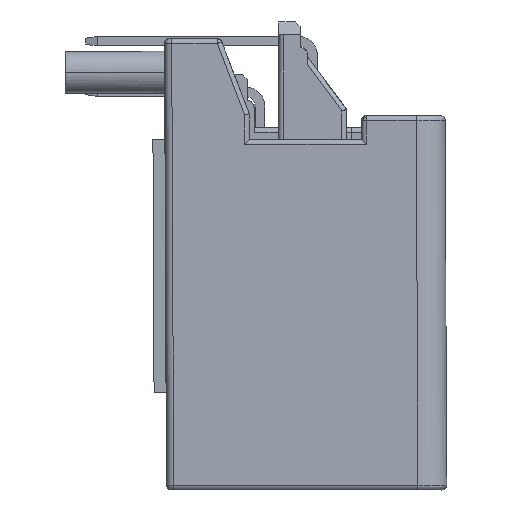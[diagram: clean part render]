
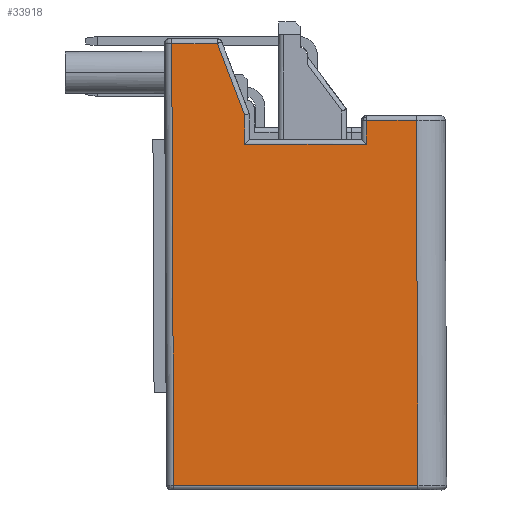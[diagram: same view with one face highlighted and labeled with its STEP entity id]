
A CAD part, left-side view. The second image highlights one B-rep face of the part: STEP entity #33918.
In plain terms, the highlighted planar face has unit normal (-1, 0, 0.004).
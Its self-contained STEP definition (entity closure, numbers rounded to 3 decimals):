
#7526=CARTESIAN_POINT('',(-32.329,3.584,3.101));
#7541=CARTESIAN_POINT('',(-32.324,3.589,4.338));
#7543=DIRECTION('',(0.,-1.,0.));
#7544=VECTOR('',#7543,5.075);
#7545=CARTESIAN_POINT('',(-32.329,3.584,3.101));
#7546=LINE('',#7545,#7544);
#7551=DIRECTION('',(0.004,0.004,1.));
#7552=VECTOR('',#7551,15.2);
#7553=CARTESIAN_POINT('',(-32.391,-3.637,
-11.099));
#7554=LINE('',#7553,#7552);
#7555=DIRECTION('',(-0.004,-0.004,-1.));
#7556=VECTOR('',#7555,18.4);
#7557=CARTESIAN_POINT('',(-32.311,6.62,7.301));
#7558=LINE('',#7557,#7556);
#7559=DIRECTION('',(0.004,0.357,0.934));
#7560=VECTOR('',#7559,3.172);
#7561=CARTESIAN_POINT('',(-32.324,3.589,4.338));
#7562=LINE('',#7561,#7560);
#7563=DIRECTION('',(0.004,0.004,1.));
#7564=VECTOR('',#7563,1.237);
#7565=CARTESIAN_POINT('',(-32.329,3.584,3.101));
#7566=LINE('',#7565,#7564);
#7567=DIRECTION('',(0.004,-0.004,1.));
#7568=VECTOR('',#7567,1.);
#7569=CARTESIAN_POINT('',(-32.329,-1.491,
3.101));
#7570=LINE('',#7569,#7568);
#7578=CARTESIAN_POINT('',(-32.329,-1.491,
3.101));
#7734=DIRECTION('',(0.,1.,0.));
#7735=VECTOR('',#7734,10.177);
#7736=CARTESIAN_POINT('',(-32.391,-3.637,
-11.099));
#7737=LINE('',#7736,#7735);
#9582=DIRECTION('',(0.,-1.,0.));
#9583=VECTOR('',#9582,1.898);
#9584=CARTESIAN_POINT('',(-32.311,6.62,7.301));
#9585=LINE('',#9584,#9583);
#9624=CARTESIAN_POINT('',(-32.391,6.54,
-11.099));
#12880=DIRECTION('',(0.,-1.,0.));
#12881=VECTOR('',#12880,2.076);
#12882=CARTESIAN_POINT('',(-32.325,-1.495,
4.101));
#12883=LINE('',#12882,#12881);
#19845=CARTESIAN_POINT('',(-32.311,4.722,
7.301));
#19847=VERTEX_POINT('',#19845);
#19858=VERTEX_POINT('',#7541);
#20221=VERTEX_POINT('',#9624);
#20359=CARTESIAN_POINT('',(-32.391,-3.637,
-11.099));
#20360=VERTEX_POINT('',#20359);
#20399=CARTESIAN_POINT('',(-32.325,-3.571,
4.101));
#20400=VERTEX_POINT('',#20399);
#20502=VERTEX_POINT('',#7526);
#20506=VERTEX_POINT('',#7578);
#21188=CARTESIAN_POINT('',(-32.325,-1.495,
4.101));
#21189=VERTEX_POINT('',#21188);
#21293=CARTESIAN_POINT('',(-32.311,6.62,
7.301));
#21294=VERTEX_POINT('',#21293);
#33895=CARTESIAN_POINT('',(-32.385,0.032,
-9.7));
#33896=DIRECTION('',(-1.,0.,0.004));
#33897=DIRECTION('',(0.,1.,0.));
#33898=AXIS2_PLACEMENT_3D('',#33895,#33896,#33897);
#33899=PLANE('',#33898);
#33900=ORIENTED_EDGE('',*,*,#33886,.T.);
#33902=ORIENTED_EDGE('',*,*,#33901,.T.);
#33904=ORIENTED_EDGE('',*,*,#33903,.T.);
#33906=ORIENTED_EDGE('',*,*,#33905,.F.);
#33908=ORIENTED_EDGE('',*,*,#33907,.T.);
#33910=ORIENTED_EDGE('',*,*,#33909,.F.);
#33912=ORIENTED_EDGE('',*,*,#33911,.T.);
#33914=ORIENTED_EDGE('',*,*,#33913,.F.);
#33915=ORIENTED_EDGE('',*,*,#33874,.F.);
#33916=EDGE_LOOP('',(#33900,#33902,#33904,#33906,#33908,#33910,#33912,#33914,
#33915));
#33917=FACE_OUTER_BOUND('',#33916,.F.);
#33918=ADVANCED_FACE('',(#33917),#33899,.T.);
#33874=EDGE_CURVE('',#20502,#19858,#7566,.T.);
#33886=EDGE_CURVE('',#20502,#20506,#7546,.T.);
#33901=EDGE_CURVE('',#20506,#21189,#7570,.T.);
#33903=EDGE_CURVE('',#21189,#20400,#12883,.T.);
#33905=EDGE_CURVE('',#20360,#20400,#7554,.T.);
#33907=EDGE_CURVE('',#20360,#20221,#7737,.T.);
#33909=EDGE_CURVE('',#21294,#20221,#7558,.T.);
#33911=EDGE_CURVE('',#21294,#19847,#9585,.T.);
#33913=EDGE_CURVE('',#19858,#19847,#7562,.T.);
